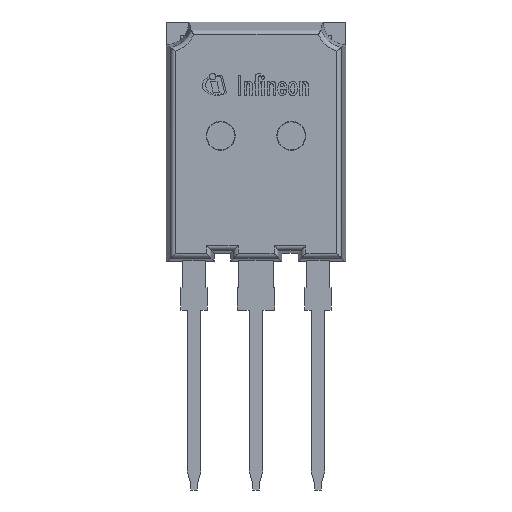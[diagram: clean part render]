
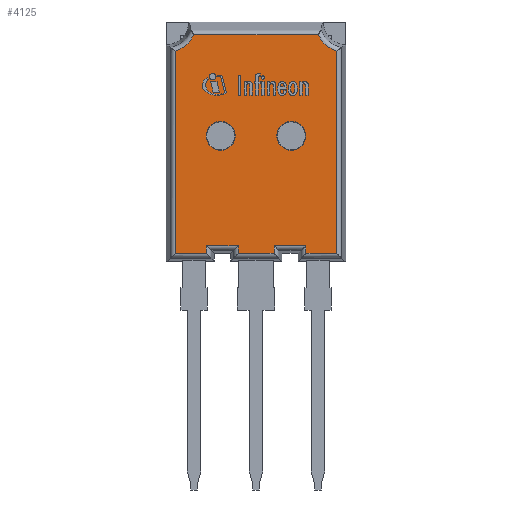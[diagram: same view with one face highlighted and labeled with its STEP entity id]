
A CAD part, left-side view. The second image highlights one B-rep face of the part: STEP entity #4125.
In plain terms, the highlighted planar face has unit normal (-1, 0, 0).
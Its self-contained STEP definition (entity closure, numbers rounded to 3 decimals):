
#109=FACE_BOUND('',#615,.T.);
#110=FACE_BOUND('',#616,.T.);
#123=CIRCLE('',#4367,1.27);
#125=CIRCLE('',#4371,2.675);
#126=CIRCLE('',#4372,2.675);
#127=CIRCLE('',#4373,1.27);
#370=FACE_OUTER_BOUND('',#614,.T.);
#614=EDGE_LOOP('',(#3467,#3468,#3469,#3470,#3471,#3472,#3473,#3474,#3475,
#3476,#3477,#3478,#3479,#3480));
#615=EDGE_LOOP('',(#3481));
#616=EDGE_LOOP('',(#3482));
#1065=LINE('',#6805,#1554);
#1066=LINE('',#6807,#1555);
#1067=LINE('',#6809,#1556);
#1068=LINE('',#6811,#1557);
#1069=LINE('',#6813,#1558);
#1070=LINE('',#6815,#1559);
#1071=LINE('',#6817,#1560);
#1072=LINE('',#6819,#1561);
#1073=LINE('',#6821,#1562);
#1074=LINE('',#6823,#1563);
#1075=LINE('',#6827,#1564);
#1076=LINE('',#6830,#1565);
#1554=VECTOR('',#5189,1.);
#1555=VECTOR('',#5190,1.);
#1556=VECTOR('',#5191,1.);
#1557=VECTOR('',#5192,1.);
#1558=VECTOR('',#5193,1.);
#1559=VECTOR('',#5194,1.);
#1560=VECTOR('',#5195,1.);
#1561=VECTOR('',#5196,1.);
#1562=VECTOR('',#5197,1.);
#1563=VECTOR('',#5198,1.);
#1564=VECTOR('',#5201,1.);
#1565=VECTOR('',#5204,1.);
#1945=VERTEX_POINT('',#6797);
#1947=VERTEX_POINT('',#6803);
#1948=VERTEX_POINT('',#6804);
#1949=VERTEX_POINT('',#6806);
#1950=VERTEX_POINT('',#6808);
#1951=VERTEX_POINT('',#6810);
#1952=VERTEX_POINT('',#6812);
#1953=VERTEX_POINT('',#6814);
#1954=VERTEX_POINT('',#6816);
#1955=VERTEX_POINT('',#6818);
#1956=VERTEX_POINT('',#6820);
#1957=VERTEX_POINT('',#6822);
#1958=VERTEX_POINT('',#6824);
#1959=VERTEX_POINT('',#6826);
#1960=VERTEX_POINT('',#6828);
#1961=VERTEX_POINT('',#6831);
#2464=EDGE_CURVE('',#1945,#1945,#123,.T.);
#2466=EDGE_CURVE('',#1947,#1948,#1065,.T.);
#2467=EDGE_CURVE('',#1949,#1947,#1066,.T.);
#2468=EDGE_CURVE('',#1950,#1949,#1067,.T.);
#2469=EDGE_CURVE('',#1951,#1950,#1068,.T.);
#2470=EDGE_CURVE('',#1952,#1951,#1069,.T.);
#2471=EDGE_CURVE('',#1953,#1952,#1070,.T.);
#2472=EDGE_CURVE('',#1954,#1953,#1071,.T.);
#2473=EDGE_CURVE('',#1955,#1954,#1072,.T.);
#2474=EDGE_CURVE('',#1956,#1955,#1073,.T.);
#2475=EDGE_CURVE('',#1957,#1956,#1074,.T.);
#2476=EDGE_CURVE('',#1958,#1957,#125,.T.);
#2477=EDGE_CURVE('',#1959,#1958,#1075,.T.);
#2478=EDGE_CURVE('',#1960,#1959,#126,.T.);
#2479=EDGE_CURVE('',#1948,#1960,#1076,.T.);
#2480=EDGE_CURVE('',#1961,#1961,#127,.T.);
#3467=ORIENTED_EDGE('',*,*,#2466,.F.);
#3468=ORIENTED_EDGE('',*,*,#2467,.F.);
#3469=ORIENTED_EDGE('',*,*,#2468,.F.);
#3470=ORIENTED_EDGE('',*,*,#2469,.F.);
#3471=ORIENTED_EDGE('',*,*,#2470,.F.);
#3472=ORIENTED_EDGE('',*,*,#2471,.F.);
#3473=ORIENTED_EDGE('',*,*,#2472,.F.);
#3474=ORIENTED_EDGE('',*,*,#2473,.F.);
#3475=ORIENTED_EDGE('',*,*,#2474,.F.);
#3476=ORIENTED_EDGE('',*,*,#2475,.F.);
#3477=ORIENTED_EDGE('',*,*,#2476,.F.);
#3478=ORIENTED_EDGE('',*,*,#2477,.F.);
#3479=ORIENTED_EDGE('',*,*,#2478,.F.);
#3480=ORIENTED_EDGE('',*,*,#2479,.F.);
#3481=ORIENTED_EDGE('',*,*,#2480,.F.);
#3482=ORIENTED_EDGE('',*,*,#2464,.F.);
#3909=PLANE('',#4370);
#4125=ADVANCED_FACE('',(#370,#109,#110),#3909,.T.);
#4367=AXIS2_PLACEMENT_3D('',#6798,#5181,#5182);
#4370=AXIS2_PLACEMENT_3D('',#6802,#5187,#5188);
#4371=AXIS2_PLACEMENT_3D('',#6825,#5199,#5200);
#4372=AXIS2_PLACEMENT_3D('',#6829,#5202,#5203);
#4373=AXIS2_PLACEMENT_3D('',#6832,#5205,#5206);
#5181=DIRECTION('center_axis',(-1.,0.,0.));
#5182=DIRECTION('ref_axis',(0.,1.,0.));
#5187=DIRECTION('center_axis',(-1.,0.,0.));
#5188=DIRECTION('ref_axis',(0.,-1.,0.));
#5189=DIRECTION('',(0.,1.,0.));
#5190=DIRECTION('',(0.,0.,-1.));
#5191=DIRECTION('',(0.,1.,0.));
#5192=DIRECTION('',(0.,0.,1.));
#5193=DIRECTION('',(0.,1.,0.));
#5194=DIRECTION('',(0.,0.,-1.));
#5195=DIRECTION('',(0.,1.,0.));
#5196=DIRECTION('',(0.,0.,1.));
#5197=DIRECTION('',(0.,1.,0.));
#5198=DIRECTION('',(0.,0.,-1.));
#5199=DIRECTION('center_axis',(-1.,0.,0.));
#5200=DIRECTION('ref_axis',(0.,0.65,-0.76));
#5201=DIRECTION('',(0.,-1.,0.));
#5202=DIRECTION('center_axis',(-1.,0.,0.));
#5203=DIRECTION('ref_axis',(0.,-0.65,-0.76));
#5204=DIRECTION('',(0.,0.,1.));
#5205=DIRECTION('center_axis',(-1.,0.,0.));
#5206=DIRECTION('ref_axis',(0.,1.,0.));
#6797=CARTESIAN_POINT('',(-2.29,-4.37,15.3));
#6798=CARTESIAN_POINT('Origin',(-2.29,-3.1,15.3));
#6802=CARTESIAN_POINT('Origin',(-2.29,0.,
14.462));
#6803=CARTESIAN_POINT('',(-2.29,4.352,4.971));
#6804=CARTESIAN_POINT('',(-2.29,7.1,4.971));
#6805=CARTESIAN_POINT('',(-2.29,1.975,4.971));
#6806=CARTESIAN_POINT('',(-2.29,4.352,5.651));
#6807=CARTESIAN_POINT('',(-2.29,4.352,12.092));
#6808=CARTESIAN_POINT('',(-2.29,1.56,5.651));
#6809=CARTESIAN_POINT('',(-2.29,0.558,5.651));
#6810=CARTESIAN_POINT('',(-2.29,1.56,4.971));
#6811=CARTESIAN_POINT('',(-2.29,1.56,11.922));
#6812=CARTESIAN_POINT('',(-2.29,-1.588,4.971));
#6813=CARTESIAN_POINT('',(-2.29,0.56,4.971));
#6814=CARTESIAN_POINT('',(-2.29,-1.588,5.651));
#6815=CARTESIAN_POINT('',(-2.29,-1.588,12.092));
#6816=CARTESIAN_POINT('',(-2.29,-4.38,5.651));
#6817=CARTESIAN_POINT('',(-2.29,-0.927,5.651));
#6818=CARTESIAN_POINT('',(-2.29,-4.38,4.971));
#6819=CARTESIAN_POINT('',(-2.29,-4.38,11.922));
#6820=CARTESIAN_POINT('',(-2.29,-7.1,4.971));
#6821=CARTESIAN_POINT('',(-2.29,-0.925,4.971));
#6822=CARTESIAN_POINT('',(-2.29,-7.1,22.747));
#6823=CARTESIAN_POINT('',(-2.29,-7.1,11.922));
#6824=CARTESIAN_POINT('',(-2.29,-5.466,24.19));
#6825=CARTESIAN_POINT('Origin',(-2.29,-7.9,25.3));
#6826=CARTESIAN_POINT('',(-2.29,5.466,24.19));
#6827=CARTESIAN_POINT('',(-2.29,-1.975,24.19));
#6828=CARTESIAN_POINT('',(-2.29,7.1,22.747));
#6829=CARTESIAN_POINT('Origin',(-2.29,7.9,25.3));
#6830=CARTESIAN_POINT('',(-2.29,7.1,17.172));
#6831=CARTESIAN_POINT('',(-2.29,1.83,15.3));
#6832=CARTESIAN_POINT('Origin',(-2.29,3.1,15.3));
